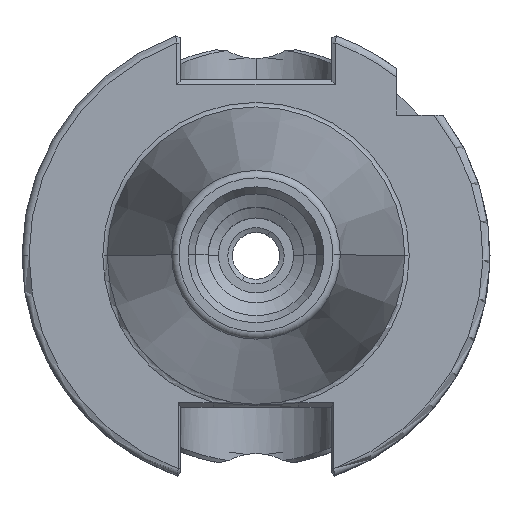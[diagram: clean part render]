
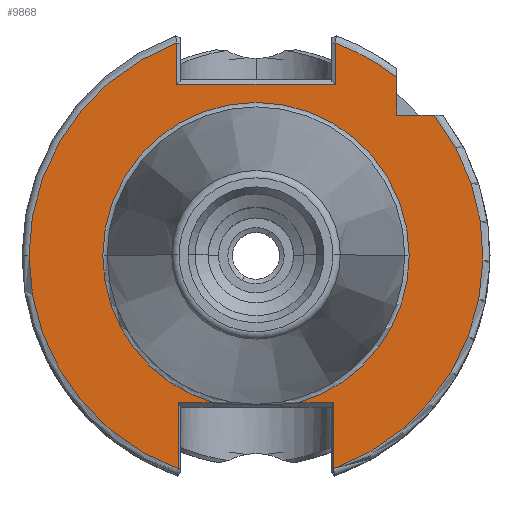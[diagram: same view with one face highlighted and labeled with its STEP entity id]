
A CAD part, top view. The second image highlights one B-rep face of the part: STEP entity #9868.
In plain terms, the highlighted planar face has unit normal (0, 0, 1).
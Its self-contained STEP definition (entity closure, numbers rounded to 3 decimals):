
#51 = CIRCLE ( 'NONE', #20895, 24.225 ) ;
#410 = EDGE_CURVE ( 'NONE', #9072, #11991, #11711, .T. ) ;
#485 = LINE ( 'NONE', #5596, #20471 ) ;
#559 = CARTESIAN_POINT ( 'NONE',  ( 15., 15., -3.2 ) ) ;
#753 = CIRCLE ( 'NONE', #24757, 24.225 ) ;
#833 = CARTESIAN_POINT ( 'NONE',  ( 15., 19.022, -3.2 ) ) ;
#1093 = DIRECTION ( 'NONE',  ( 1., 0., 0. ) ) ;
#1864 = CIRCLE ( 'NONE', #8918, 24.225 ) ;
#2158 = CARTESIAN_POINT ( 'NONE',  ( -8.478, 18.3, -3.2 ) ) ;
#2229 = ORIENTED_EDGE ( 'NONE', *, *, #4767, .T. ) ;
#2311 = ORIENTED_EDGE ( 'NONE', *, *, #6963, .T. ) ;
#2789 = VERTEX_POINT ( 'NONE', #12680 ) ;
#2909 = DIRECTION ( 'NONE',  ( 0., 0., 1. ) ) ;
#3564 = VERTEX_POINT ( 'NONE', #9275 ) ;
#3569 = AXIS2_PLACEMENT_3D ( 'NONE', #11062, #24642, #12988 ) ;
#3685 = DIRECTION ( 'NONE',  ( 0., 0., 1. ) ) ;
#4568 = VERTEX_POINT ( 'NONE', #20624 ) ;
#4767 = EDGE_CURVE ( 'NONE', #11991, #3564, #20969, .T. ) ;
#4802 = VECTOR ( 'NONE', #1093, 1000. ) ;
#4898 = VECTOR ( 'NONE', #19589, 1000. ) ;
#5082 = CARTESIAN_POINT ( 'NONE',  ( 0., 0., -3.2 ) ) ;
#5102 = DIRECTION ( 'NONE',  ( 0., 1., 0. ) ) ;
#5103 = DIRECTION ( 'NONE',  ( 1., 0., 0. ) ) ;
#5289 = ORIENTED_EDGE ( 'NONE', *, *, #10291, .T. ) ;
#5596 = CARTESIAN_POINT ( 'NONE',  ( 8.478, 18.8, -3.2 ) ) ;
#5739 = VECTOR ( 'NONE', #11066, 1000. ) ;
#5755 = EDGE_CURVE ( 'NONE', #23045, #2789, #23423, .T. ) ;
#5774 = CIRCLE ( 'NONE', #3569, 16.35 ) ;
#5986 = CARTESIAN_POINT ( 'NONE',  ( 0., 0., -3.2 ) ) ;
#6035 = ORIENTED_EDGE ( 'NONE', *, *, #15562, .T. ) ;
#6109 = DIRECTION ( 'NONE',  ( 0., 1., 0. ) ) ;
#6351 = LINE ( 'NONE', #7277, #5739 ) ;
#6379 = ORIENTED_EDGE ( 'NONE', *, *, #13292, .T. ) ;
#6504 = EDGE_CURVE ( 'NONE', #21082, #9680, #1864, .T. ) ;
#6697 = CARTESIAN_POINT ( 'NONE',  ( 0., 0., -3.2 ) ) ;
#6844 = VERTEX_POINT ( 'NONE', #23124 ) ;
#6963 = EDGE_CURVE ( 'NONE', #6844, #8005, #23355, .T. ) ;
#7023 = DIRECTION ( 'NONE',  ( -1., 0., 0. ) ) ;
#7277 = CARTESIAN_POINT ( 'NONE',  ( -8.095, 18.3, -3.2 ) ) ;
#7514 = CARTESIAN_POINT ( 'NONE',  ( -8.288, -22.763, -3.2 ) ) ;
#7923 = DIRECTION ( 'NONE',  ( -1., 0., 0. ) ) ;
#8005 = VERTEX_POINT ( 'NONE', #14667 ) ;
#8121 = CARTESIAN_POINT ( 'NONE',  ( -8.288, 24.975, -3.2 ) ) ;
#8630 = DIRECTION ( 'NONE',  ( -1., 0., 0. ) ) ;
#8784 = ORIENTED_EDGE ( 'NONE', *, *, #11552, .T. ) ;
#8918 = AXIS2_PLACEMENT_3D ( 'NONE', #14427, #2909, #16398 ) ;
#9054 = VERTEX_POINT ( 'NONE', #22113 ) ;
#9072 = VERTEX_POINT ( 'NONE', #22290 ) ;
#9157 = CARTESIAN_POINT ( 'NONE',  ( 0., 0., -3.2 ) ) ;
#9275 = CARTESIAN_POINT ( 'NONE',  ( 8.288, -22.763, -3.2 ) ) ;
#9436 = VECTOR ( 'NONE', #6109, 1000. ) ;
#9454 = CARTESIAN_POINT ( 'NONE',  ( 0., 24.975, -3.2 ) ) ;
#9680 = VERTEX_POINT ( 'NONE', #20510 ) ;
#9868 = ADVANCED_FACE ( 'NONE', ( #18193 ), #15218, .F. ) ;
#9911 = LINE ( 'NONE', #22259, #4802 ) ;
#10156 = CIRCLE ( 'NONE', #12945, 16.35 ) ;
#10291 = EDGE_CURVE ( 'NONE', #10637, #6844, #5774, .T. ) ;
#10353 = ORIENTED_EDGE ( 'NONE', *, *, #23143, .T. ) ;
#10399 = ORIENTED_EDGE ( 'NONE', *, *, #410, .T. ) ;
#10556 = CARTESIAN_POINT ( 'NONE',  ( -8.478, 22.832, -3.2 ) ) ;
#10637 = VERTEX_POINT ( 'NONE', #14078 ) ;
#10852 = ORIENTED_EDGE ( 'NONE', *, *, #13327, .F. ) ;
#11062 = CARTESIAN_POINT ( 'NONE',  ( 0., 0., -3.2 ) ) ;
#11066 = DIRECTION ( 'NONE',  ( -1., 0., 0. ) ) ;
#11095 = DIRECTION ( 'NONE',  ( -1., 0., 0. ) ) ;
#11402 = AXIS2_PLACEMENT_3D ( 'NONE', #15217, #3685, #17172 ) ;
#11404 = DIRECTION ( 'NONE',  ( -1., 0., 0. ) ) ;
#11552 = EDGE_CURVE ( 'NONE', #9680, #4568, #485, .T. ) ;
#11688 = LINE ( 'NONE', #14799, #16844 ) ;
#11711 = LINE ( 'NONE', #12448, #22074 ) ;
#11991 = VERTEX_POINT ( 'NONE', #12834 ) ;
#12358 = DIRECTION ( 'NONE',  ( 1., 0., 0. ) ) ;
#12407 = VECTOR ( 'NONE', #22835, 1000. ) ;
#12417 = ORIENTED_EDGE ( 'NONE', *, *, #15156, .T. ) ;
#12448 = CARTESIAN_POINT ( 'NONE',  ( 8.05, -15.7, -3.2 ) ) ;
#12562 = ORIENTED_EDGE ( 'NONE', *, *, #21860, .T. ) ;
#12680 = CARTESIAN_POINT ( 'NONE',  ( -8.478, 22.693, -3.2 ) ) ;
#12834 = CARTESIAN_POINT ( 'NONE',  ( 8.288, -15.7, -3.2 ) ) ;
#12912 = VERTEX_POINT ( 'NONE', #14541 ) ;
#12945 = AXIS2_PLACEMENT_3D ( 'NONE', #5082, #18602, #7023 ) ;
#12988 = DIRECTION ( 'NONE',  ( -1., 0., 0. ) ) ;
#13014 = LINE ( 'NONE', #24764, #12407 ) ;
#13292 = EDGE_CURVE ( 'NONE', #3564, #12912, #51, .T. ) ;
#13327 = EDGE_CURVE ( 'NONE', #21082, #20047, #13014, .T. ) ;
#14078 = CARTESIAN_POINT ( 'NONE',  ( -4.564, -15.7, -3.2 ) ) ;
#14427 = CARTESIAN_POINT ( 'NONE',  ( 0., 0., -3.2 ) ) ;
#14541 = CARTESIAN_POINT ( 'NONE',  ( 19.022, 15., -3.2 ) ) ;
#14667 = CARTESIAN_POINT ( 'NONE',  ( 16.35, 0., -3.2 ) ) ;
#14799 = CARTESIAN_POINT ( 'NONE',  ( -2.21, -15.7, -3.2 ) ) ;
#15156 = EDGE_CURVE ( 'NONE', #20273, #22183, #21712, .T. ) ;
#15217 = CARTESIAN_POINT ( 'NONE',  ( 0., 0., -3.2 ) ) ;
#15218 = PLANE ( 'NONE',  #19246 ) ;
#15562 = EDGE_CURVE ( 'NONE', #2789, #20273, #753, .T. ) ;
#15688 = ORIENTED_EDGE ( 'NONE', *, *, #20534, .T. ) ;
#16398 = DIRECTION ( 'NONE',  ( -1., 0., 0. ) ) ;
#16674 = ORIENTED_EDGE ( 'NONE', *, *, #6504, .T. ) ;
#16844 = VECTOR ( 'NONE', #5103, 1000. ) ;
#17104 = CARTESIAN_POINT ( 'NONE',  ( -24.225, 0., -3.2 ) ) ;
#17172 = DIRECTION ( 'NONE',  ( -1., 0., 0. ) ) ;
#17347 = EDGE_CURVE ( 'NONE', #4568, #23045, #6351, .T. ) ;
#17943 = ORIENTED_EDGE ( 'NONE', *, *, #17347, .T. ) ;
#18193 = FACE_OUTER_BOUND ( 'NONE', #21840, .T. ) ;
#18210 = VECTOR ( 'NONE', #5102, 1000. ) ;
#18578 = ORIENTED_EDGE ( 'NONE', *, *, #5755, .T. ) ;
#18602 = DIRECTION ( 'NONE',  ( 0., 0., -1. ) ) ;
#19141 = DIRECTION ( 'NONE',  ( 0., -1., 0. ) ) ;
#19246 = AXIS2_PLACEMENT_3D ( 'NONE', #9454, #23058, #11404 ) ;
#19416 = ORIENTED_EDGE ( 'NONE', *, *, #19868, .F. ) ;
#19533 = DIRECTION ( 'NONE',  ( 0., 0., -1. ) ) ;
#19589 = DIRECTION ( 'NONE',  ( 0., -1., 0. ) ) ;
#19868 = EDGE_CURVE ( 'NONE', #20047, #12912, #9911, .T. ) ;
#20047 = VERTEX_POINT ( 'NONE', #559 ) ;
#20248 = DIRECTION ( 'NONE',  ( 0., 0., 1. ) ) ;
#20273 = VERTEX_POINT ( 'NONE', #17104 ) ;
#20471 = VECTOR ( 'NONE', #19141, 1000. ) ;
#20510 = CARTESIAN_POINT ( 'NONE',  ( 8.478, 22.693, -3.2 ) ) ;
#20534 = EDGE_CURVE ( 'NONE', #8005, #9072, #10156, .T. ) ;
#20624 = CARTESIAN_POINT ( 'NONE',  ( 8.478, 18.3, -3.2 ) ) ;
#20895 = AXIS2_PLACEMENT_3D ( 'NONE', #9157, #22746, #11095 ) ;
#20969 = LINE ( 'NONE', #23416, #4898 ) ;
#21082 = VERTEX_POINT ( 'NONE', #833 ) ;
#21712 = CIRCLE ( 'NONE', #11402, 24.225 ) ;
#21840 = EDGE_LOOP ( 'NONE', ( #5289, #2311, #15688, #10399, #2229, #6379, #19416, #10852, #16674, #8784, #17943, #18578, #6035, #12417, #10353, #12562 ) ) ;
#21860 = EDGE_CURVE ( 'NONE', #9054, #10637, #11688, .T. ) ;
#22074 = VECTOR ( 'NONE', #12358, 1000. ) ;
#22113 = CARTESIAN_POINT ( 'NONE',  ( -8.288, -15.7, -3.2 ) ) ;
#22183 = VERTEX_POINT ( 'NONE', #7514 ) ;
#22259 = CARTESIAN_POINT ( 'NONE',  ( 15., 15., -3.2 ) ) ;
#22290 = CARTESIAN_POINT ( 'NONE',  ( 4.564, -15.7, -3.2 ) ) ;
#22746 = DIRECTION ( 'NONE',  ( 0., 0., 1. ) ) ;
#22835 = DIRECTION ( 'NONE',  ( 0., -1., 0. ) ) ;
#23045 = VERTEX_POINT ( 'NONE', #2158 ) ;
#23058 = DIRECTION ( 'NONE',  ( 0., 0., -1. ) ) ;
#23124 = CARTESIAN_POINT ( 'NONE',  ( -16.35, 0., -3.2 ) ) ;
#23143 = EDGE_CURVE ( 'NONE', #22183, #9054, #24930, .T. ) ;
#23355 = CIRCLE ( 'NONE', #24865, 16.35 ) ;
#23416 = CARTESIAN_POINT ( 'NONE',  ( 8.288, 24.975, -3.2 ) ) ;
#23423 = LINE ( 'NONE', #10556, #18210 ) ;
#24642 = DIRECTION ( 'NONE',  ( 0., 0., -1. ) ) ;
#24757 = AXIS2_PLACEMENT_3D ( 'NONE', #6697, #20248, #8630 ) ;
#24764 = CARTESIAN_POINT ( 'NONE',  ( 15., 25.813, -3.2 ) ) ;
#24865 = AXIS2_PLACEMENT_3D ( 'NONE', #5986, #19533, #7923 ) ;
#24930 = LINE ( 'NONE', #8121, #9436 ) ;
